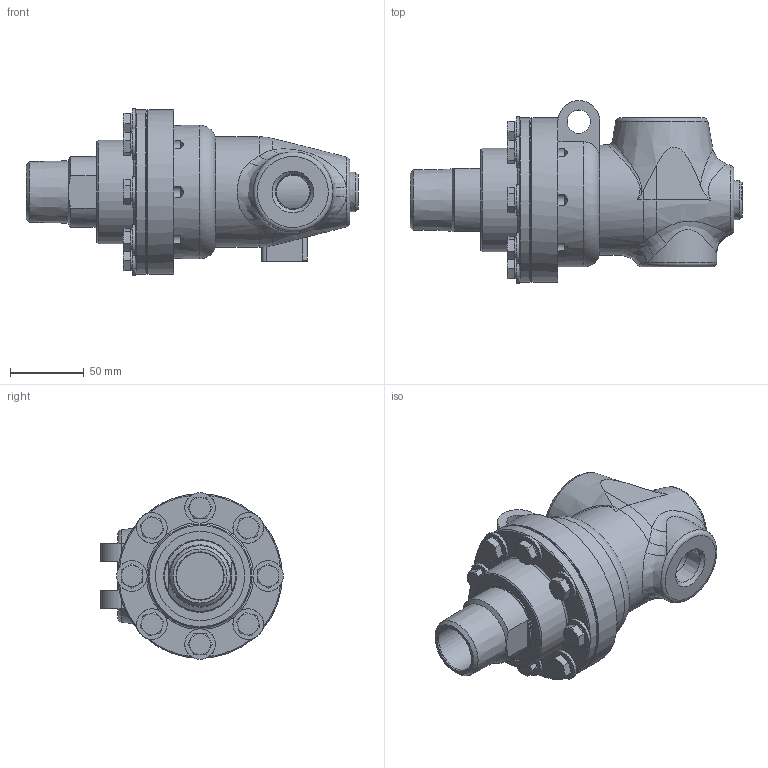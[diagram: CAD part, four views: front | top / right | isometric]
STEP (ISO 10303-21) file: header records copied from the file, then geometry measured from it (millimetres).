
FILE_DESCRIPTION(/* description */ (''),/* implementation_level */ '2;1');
FILE_NAME(/* name */ 'BC-54000-20-20-IC.stp',/* time_stamp */ '2020-05-18T15:25:59-05:00',/* author */ ('Moorera'),/* organization */ (''),/* preprocessor_version */ 'ST-DEVELOPER v18.1',/* originating_system */ 'Autodesk Inventor 2020',/* authorisation */ '');
FILE_SCHEMA (('AUTOMOTIVE_DESIGN { 1 0 10303 214 3 1 1 }'));
Length unit declared in the file: millimetre
Products named in the file (1): BC-54000-20-20-IC
Bounding box: 224.67 x 123.74 x 112.85 mm (x, y, z)
Volume: 960545.7 mm3; surface area: 104241 mm2
Topology: 1 solids, 10 shells, 757 faces, 1924 edges, 1253 vertices
Faces by surface type: plane 397, bspline 174, cylinder 92, cone 83, torus 9, sphere 2
Full cylindrical faces by diameter (mm): 7.798 x8, 9.525 x8, 10.312 x8, 10.668 x8, 10.922 x8, 14.224 x8, 15.748 x2, 20.65 x8, 22.631 x1, 31.75 x1, 37.313 x1, 48.07 x1, 49.17 x1, 60.376 x2, 62.255 x1, 70.104 x1, 74.676 x1, 109.982 x1, 111.252 x2
Entity records: 27501 total; most frequent: CARTESIAN_POINT 9727, ORIENTED_EDGE 3846, DIRECTION 3178, EDGE_CURVE 1923, VERTEX_POINT 1253, AXIS2_PLACEMENT_3D 1142, LINE 894, VECTOR 894
